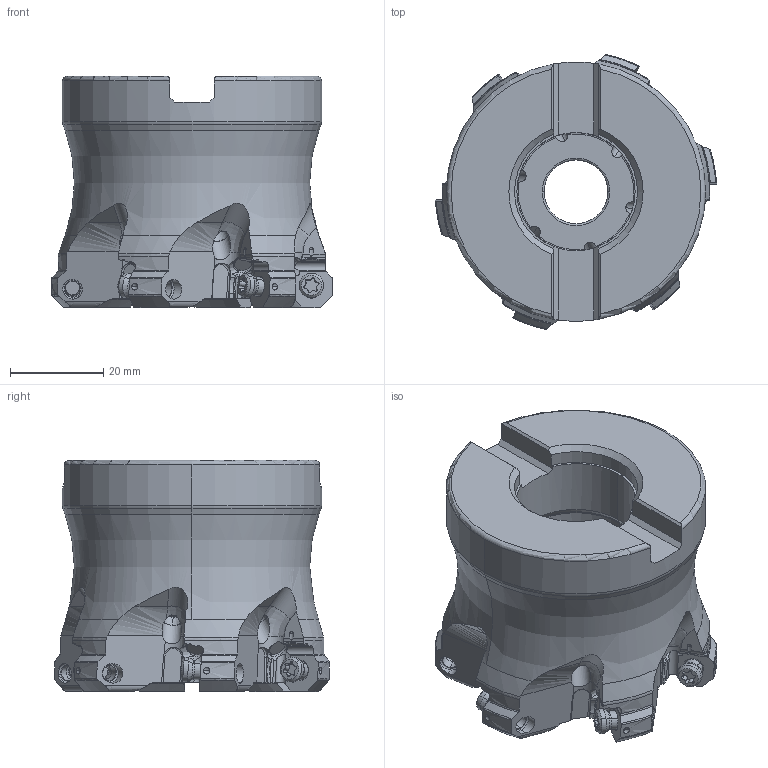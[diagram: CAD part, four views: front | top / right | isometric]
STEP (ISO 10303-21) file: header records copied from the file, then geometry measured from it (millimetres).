
FILE_DESCRIPTION(/* description */ (''),/* implementation_level */ '2;1');
FILE_NAME(/* name */ 'ARP6UPR2506CA.stp',/* time_stamp */ '2017-10-23T09:23:07+09:00',/* author */ (''),/* organization */ (''),/* preprocessor_version */ 'ST-DEVELOPER v16',/* originating_system */ 'SIEMENS PLM Software NX 10.0',/* authorisation */ '');
FILE_SCHEMA (('AUTOMOTIVE_DESIGN { 1 0 10303 214 3 1 1 1 }'));
Length unit declared in the file: millimetre
Products named in the file (1): ARP6UPR2506CA_ASM
Bounding box: 60.32 x 59.01 x 49.68 mm (x, y, z)
Volume: 80068 mm3; surface area: 19011.7 mm2
Topology: 7 solids, 7 shells, 829 faces, 2317 edges, 1521 vertices
Faces by surface type: cylinder 312, plane 207, torus 120, cone 106, extrusion 36, sphere 30, bspline 18
Entity records: 34981 total; most frequent: CARTESIAN_POINT 13889, ORIENTED_EDGE 4610, DIRECTION 4219, EDGE_CURVE 2305, AXIS2_PLACEMENT_3D 1753, VERTEX_POINT 1521, EDGE_LOOP 886, CIRCLE 844
